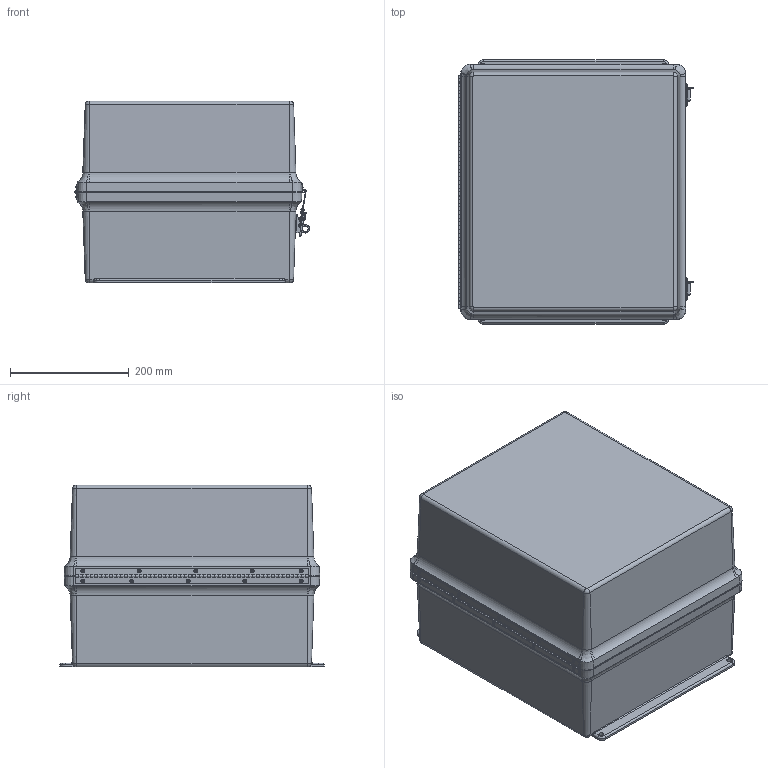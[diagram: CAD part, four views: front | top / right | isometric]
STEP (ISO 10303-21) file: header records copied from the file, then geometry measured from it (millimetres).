
FILE_DESCRIPTION (( 'STEP AP214' ), '1' );
FILE_NAME ('M161412SSH.STEP', '2018-11-07T18:49:29', ( '' ), ( '' ), 'SwSTEP 2.0', 'SolidWorks 2018', '' );
FILE_SCHEMA (( 'AUTOMOTIVE_DESIGN' ));
Length unit declared in the file: inch
Products named in the file (1): M161412SSH
Bounding box: 396.1 x 445.29 x 306.19 mm (x, y, z)
Volume: 3013319.4 mm3; surface area: 1615170.1 mm2
Topology: 54 solids, 54 shells, 1499 faces, 3742 edges, 2409 vertices
Faces by surface type: plane 646, cylinder 576, bspline 186, cone 69, torus 22
Full cylindrical faces by diameter (mm): 2.159 x63, 2.4 x2, 2.7 x4, 3 x2, 3.175 x18, 3.25 x2, 3.302 x4, 3.454 x10, 3.5 x2, 3.556 x18, 3.861 x16, 3.962 x11, 4.2 x4, 4.7 x2, 4.9 x2, 5 x4, 5.3 x2, 5.537 x8, 6.35 x18, 6.858 x8, 9.55 x2, 13.3 x2, 13.5 x2
Entity records: 79314 total; most frequent: CARTESIAN_POINT 25034, ORIENTED_EDGE 6876, DIRECTION 6656, EDGE_CURVE 3438, AXIS2_PLACEMENT_3D 2438, VERTEX_POINT 2360, EDGE_LOOP 2058, VECTOR 1780
